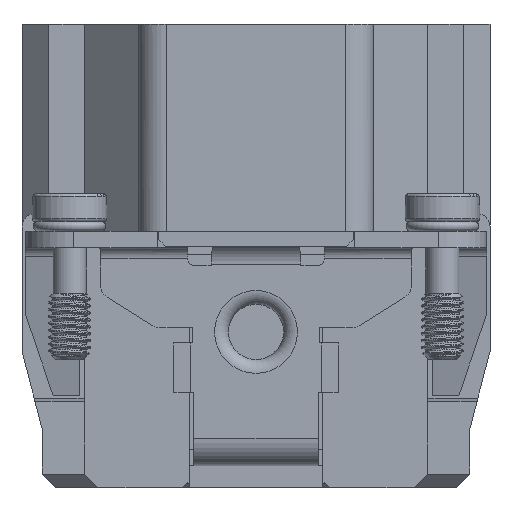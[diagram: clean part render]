
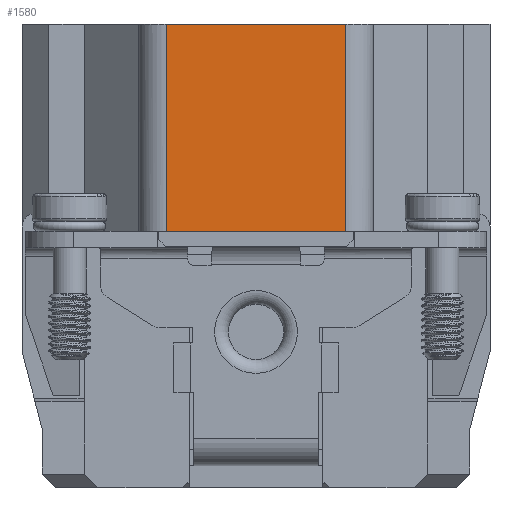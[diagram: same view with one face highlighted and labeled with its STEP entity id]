
A CAD part, left-side view. The second image highlights one B-rep face of the part: STEP entity #1580.
In plain terms, the highlighted planar face has unit normal (-1, 0, 0).
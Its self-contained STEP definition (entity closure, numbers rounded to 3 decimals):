
#1580=ADVANCED_FACE('',(#3335),#2631,.T.);
#2631=PLANE('',#19300);
#3335=FACE_OUTER_BOUND('',#4175,.T.);
#4175=EDGE_LOOP('',(#10018,#10019,#10020,#10021));
#5449=LINE('',#26114,#7177);
#5875=LINE('',#27291,#7603);
#6086=LINE('',#27762,#7814);
#6087=LINE('',#27765,#7815);
#7177=VECTOR('',#20801,1.);
#7603=VECTOR('',#21631,1.);
#7814=VECTOR('',#22036,1.);
#7815=VECTOR('',#22041,1.);
#10018=ORIENTED_EDGE('',*,*,#15863,.T.);
#10019=ORIENTED_EDGE('',*,*,#16668,.F.);
#10020=ORIENTED_EDGE('',*,*,#16435,.T.);
#10021=ORIENTED_EDGE('',*,*,#16670,.T.);
#14049=VERTEX_POINT('',#26085);
#14063=VERTEX_POINT('',#26113);
#14574=VERTEX_POINT('',#27290);
#14575=VERTEX_POINT('',#27292);
#15863=EDGE_CURVE('',#14049,#14063,#5449,.T.);
#16435=EDGE_CURVE('',#14575,#14574,#5875,.T.);
#16668=EDGE_CURVE('',#14575,#14063,#6086,.T.);
#16670=EDGE_CURVE('',#14574,#14049,#6087,.T.);
#19300=AXIS2_PLACEMENT_3D('',#27766,#22042,#22043);
#20801=DIRECTION('',(0.,-1.,0.));
#21631=DIRECTION('',(0.,1.,0.));
#22036=DIRECTION('',(0.,0.,-1.));
#22041=DIRECTION('',(0.,0.,-1.));
#22042=DIRECTION('',(-1.,0.,0.));
#22043=DIRECTION('',(0.,0.,-1.));
#26085=CARTESIAN_POINT('',(-31.95,6.5,-13.5));
#26113=CARTESIAN_POINT('',(-31.95,-6.5,-13.5));
#26114=CARTESIAN_POINT('',(-31.95,8.55,-13.5));
#27290=CARTESIAN_POINT('',(-31.95,6.5,1.5));
#27291=CARTESIAN_POINT('',(-31.95,8.55,1.5));
#27292=CARTESIAN_POINT('',(-31.95,-6.5,1.5));
#27762=CARTESIAN_POINT('',(-31.95,-6.5,18.955));
#27765=CARTESIAN_POINT('',(-31.95,6.5,18.955));
#27766=CARTESIAN_POINT('',(-31.95,8.55,0.9));
